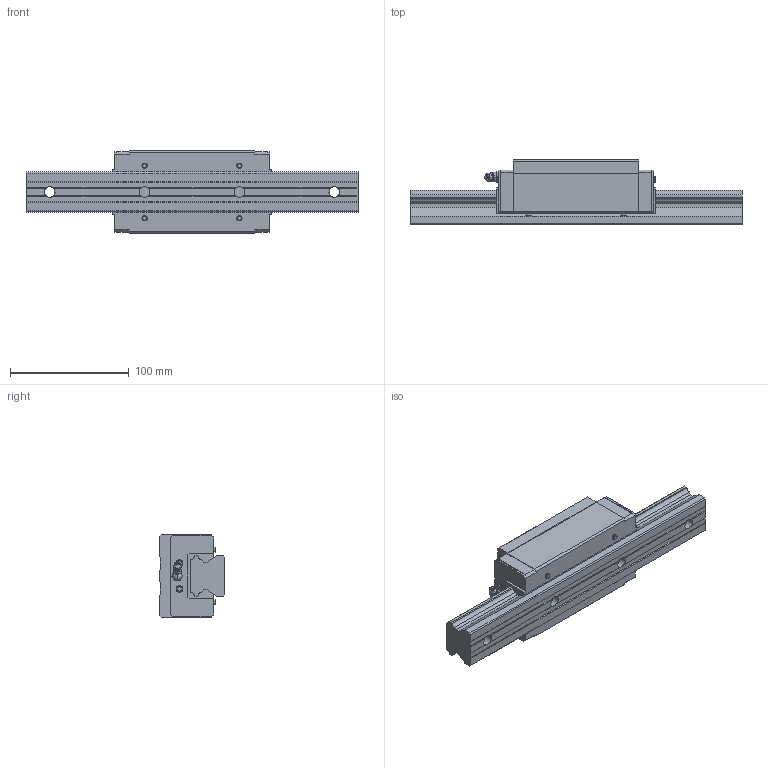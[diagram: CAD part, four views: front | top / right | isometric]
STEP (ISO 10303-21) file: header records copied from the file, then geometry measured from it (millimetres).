
FILE_DESCRIPTION( ( '' ), '1' );
FILE_NAME( 'HSR35 LR 1 SS +280L( 20B-M6F072.6000).stp', '2015-10-08T14:57:21', ( '' ), ( '' ), ' ', ' ', ' ' );
FILE_SCHEMA( ( 'automotive_design' ) );
Length unit declared in the file: millimetre
Products named in the file (3): 1; 2; 3
Bounding box: 280 x 55 x 70 mm (x, y, z)
Volume: 552741.1 mm3; surface area: 85062.5 mm2
Topology: 3 solids, 3 shells, 310 faces, 841 edges, 542 vertices
Faces by surface type: plane 188, cylinder 56, cone 38, torus 22, sphere 6
Entity records: 19107 total; most frequent: CARTESIAN_POINT 1798, DIRECTION 1688, STYLED_ITEM 1680, PRESENTATION_STYLE_ASSIGNMENT 1680, COLOUR_RGB 1680, ORIENTED_EDGE 1650, EDGE_CURVE 825, CURVE_STYLE 825
